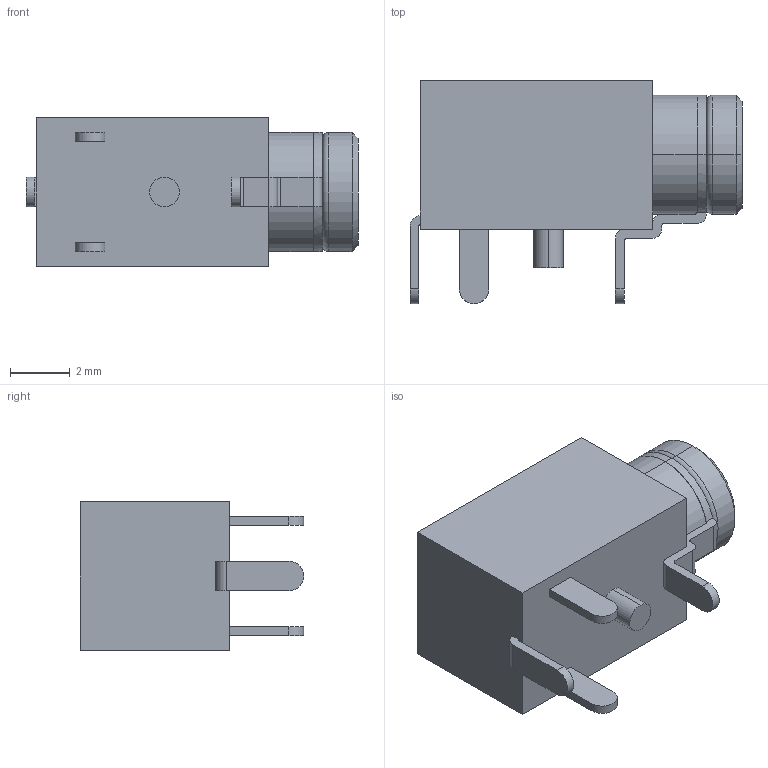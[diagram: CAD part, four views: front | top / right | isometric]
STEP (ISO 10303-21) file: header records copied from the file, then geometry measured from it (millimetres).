
FILE_DESCRIPTION (( 'STEP AP214' ), '1' );
FILE_NAME ('CUI_DEVICES_SJ1-2503A.step', '2019-10-20T22:29:01', ( '' ), ( '' ), 'SwSTEP 2.0', 'SolidWorks 2019', '' );
FILE_SCHEMA (( 'AUTOMOTIVE_DESIGN' ));
Length unit declared in the file: inch
Products named in the file (1): CUI_DEVICES_SJ1-2503A
Bounding box: 11.15 x 7.5 x 5 mm (x, y, z)
Volume: 221.3 mm3; surface area: 332.7 mm2
Topology: 4 solids, 4 shells, 68 faces, 161 edges, 106 vertices
Faces by surface type: plane 36, cylinder 28, cone 2, torus 2
Entity records: 2929 total; most frequent: DIRECTION 359, CARTESIAN_POINT 342, ORIENTED_EDGE 322, EDGE_CURVE 161, AXIS2_PLACEMENT_3D 131, VERTEX_POINT 106, VECTOR 97, LINE 97
